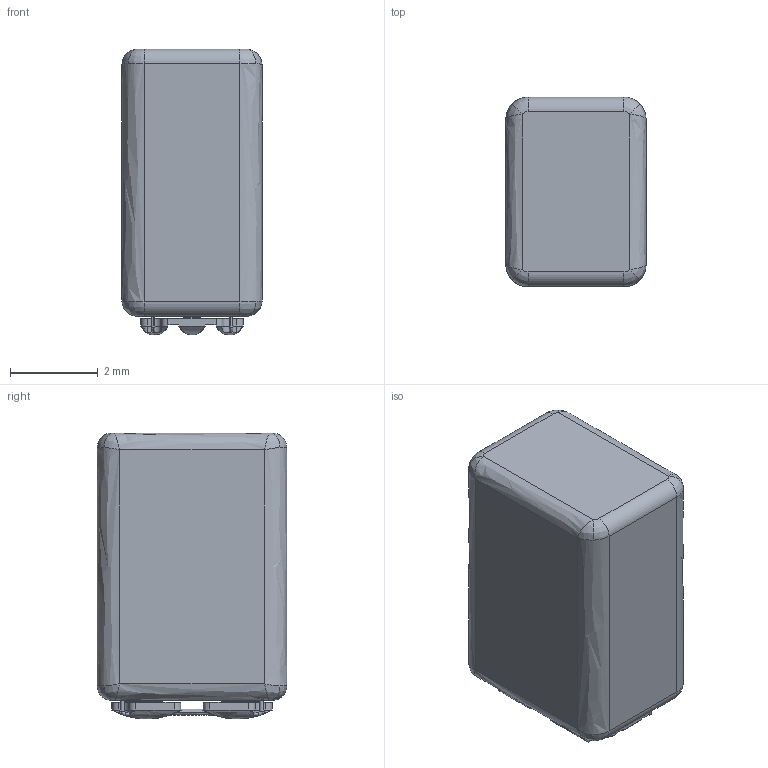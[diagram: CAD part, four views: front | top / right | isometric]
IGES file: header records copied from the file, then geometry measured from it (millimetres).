
Start section:  PTC IGES file: gr-31711-000_sw.igs
Global section: file name: gr-31711-000_sw.igs; native system: Pro/ENGINEER by Parametric Technology Corporation; preprocessor: 2011220; author: LYan; organization: Unknown; date: 20120720.135826; units: inch
Bounding box: 3.2 x 4.32 x 6.52 mm (x, y, z)
Surface area: 126.5 mm2 (no closed solid volume)
Topology: 0 solids, 0 shells, 216 faces, 1096 edges, 1096 vertices
Faces by surface type: revolution 114, bspline 102
